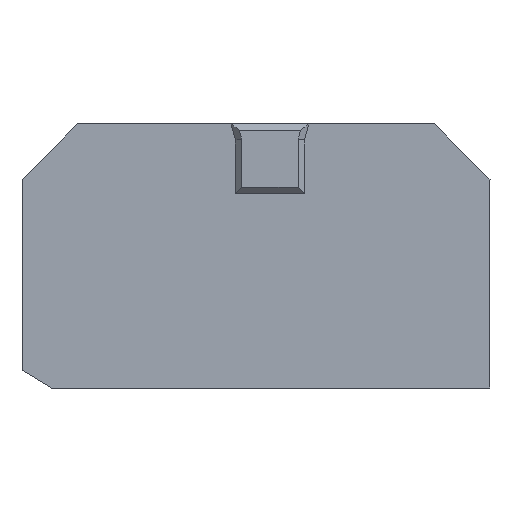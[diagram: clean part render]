
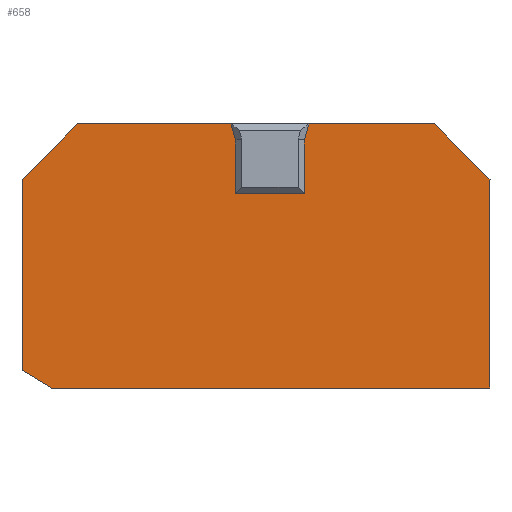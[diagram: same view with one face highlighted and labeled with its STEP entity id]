
A CAD part, left-side view. The second image highlights one B-rep face of the part: STEP entity #658.
In plain terms, the highlighted planar face has unit normal (-1, 0, 0).
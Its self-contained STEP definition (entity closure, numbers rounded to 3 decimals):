
#582=AXIS2_PLACEMENT_3D('Plane Axis2P3D',#579,#580,#581) ;
#384=CARTESIAN_POINT('Vertex',(0.,29.895,43.55)) ;
#387=CARTESIAN_POINT('Line Origine',(0.,19.485,43.55)) ;
#391=CARTESIAN_POINT('Vertex',(0.,9.076,43.55)) ;
#431=CARTESIAN_POINT('Vertex',(0.,68.124,43.55)) ;
#434=CARTESIAN_POINT('Line Origine',(0.,55.415,43.55)) ;
#438=CARTESIAN_POINT('Vertex',(0.,42.705,43.55)) ;
#528=CARTESIAN_POINT('Vertex',(0.,0.,34.474)) ;
#531=CARTESIAN_POINT('Line Origine',(0.,0.,17.237)) ;
#535=CARTESIAN_POINT('Vertex',(0.,0.,0.)) ;
#562=CARTESIAN_POINT('Line Origine',(0.,4.538,39.012)) ;
#579=CARTESIAN_POINT('Axis2P3D Location',(0.,42.45,0.3)) ;
#584=CARTESIAN_POINT('Line Origine',(0.,30.247,42.234)) ;
#588=CARTESIAN_POINT('Vertex',(0.,30.6,40.919)) ;
#591=CARTESIAN_POINT('Line Origine',(0.,30.6,36.484)) ;
#595=CARTESIAN_POINT('Vertex',(0.,30.6,32.05)) ;
#598=CARTESIAN_POINT('Line Origine',(0.,36.3,32.05)) ;
#602=CARTESIAN_POINT('Vertex',(0.,42.,32.05)) ;
#605=CARTESIAN_POINT('Line Origine',(0.,42.,36.484)) ;
#609=CARTESIAN_POINT('Vertex',(0.,42.,40.919)) ;
#612=CARTESIAN_POINT('Line Origine',(0.,42.353,42.234)) ;
#617=CARTESIAN_POINT('Line Origine',(0.,72.662,39.012)) ;
#621=CARTESIAN_POINT('Vertex',(0.,77.2,34.474)) ;
#624=CARTESIAN_POINT('Line Origine',(0.,77.2,18.7)) ;
#628=CARTESIAN_POINT('Vertex',(0.,77.2,2.926)) ;
#631=CARTESIAN_POINT('Line Origine',(0.,74.804,1.463)) ;
#635=CARTESIAN_POINT('Vertex',(0.,72.408,0.)) ;
#638=CARTESIAN_POINT('Line Origine',(0.,36.204,0.)) ;
#388=DIRECTION('Vector Direction',(0.,-1.,0.)) ;
#435=DIRECTION('Vector Direction',(0.,-1.,0.)) ;
#532=DIRECTION('Vector Direction',(0.,0.,-1.)) ;
#563=DIRECTION('Vector Direction',(0.,-0.707,-0.707)) ;
#580=DIRECTION('Axis2P3D Direction',(1.,0.,0.)) ;
#581=DIRECTION('Axis2P3D XDirection',(0.,1.,0.)) ;
#585=DIRECTION('Vector Direction',(0.,0.259,-0.966)) ;
#592=DIRECTION('Vector Direction',(0.,0.,-1.)) ;
#599=DIRECTION('Vector Direction',(0.,1.,0.)) ;
#606=DIRECTION('Vector Direction',(0.,0.,1.)) ;
#613=DIRECTION('Vector Direction',(0.,0.259,0.966)) ;
#618=DIRECTION('Vector Direction',(0.,-0.707,0.707)) ;
#625=DIRECTION('Vector Direction',(0.,0.,1.)) ;
#632=DIRECTION('Vector Direction',(0.,0.853,0.521)) ;
#639=DIRECTION('Vector Direction',(0.,1.,0.)) ;
#389=VECTOR('Line Direction',#388,1.) ;
#436=VECTOR('Line Direction',#435,1.) ;
#533=VECTOR('Line Direction',#532,1.) ;
#564=VECTOR('Line Direction',#563,1.) ;
#586=VECTOR('Line Direction',#585,1.) ;
#593=VECTOR('Line Direction',#592,1.) ;
#600=VECTOR('Line Direction',#599,1.) ;
#607=VECTOR('Line Direction',#606,1.) ;
#614=VECTOR('Line Direction',#613,1.) ;
#619=VECTOR('Line Direction',#618,1.) ;
#626=VECTOR('Line Direction',#625,1.) ;
#633=VECTOR('Line Direction',#632,1.) ;
#640=VECTOR('Line Direction',#639,1.) ;
#644=ORIENTED_EDGE('',*,*,#566,.F.) ;
#645=ORIENTED_EDGE('',*,*,#393,.F.) ;
#646=ORIENTED_EDGE('',*,*,#590,.T.) ;
#647=ORIENTED_EDGE('',*,*,#597,.T.) ;
#648=ORIENTED_EDGE('',*,*,#604,.T.) ;
#649=ORIENTED_EDGE('',*,*,#611,.T.) ;
#650=ORIENTED_EDGE('',*,*,#616,.T.) ;
#651=ORIENTED_EDGE('',*,*,#440,.F.) ;
#652=ORIENTED_EDGE('',*,*,#623,.F.) ;
#653=ORIENTED_EDGE('',*,*,#630,.F.) ;
#654=ORIENTED_EDGE('',*,*,#637,.F.) ;
#655=ORIENTED_EDGE('',*,*,#642,.F.) ;
#656=ORIENTED_EDGE('',*,*,#537,.F.) ;
#658=ADVANCED_FACE('Hauptk\X2\00F6\X0\rper',(#657),#583,.F.) ;
#393=EDGE_CURVE('',#385,#392,#390,.T.) ;
#440=EDGE_CURVE('',#432,#439,#437,.T.) ;
#537=EDGE_CURVE('',#529,#536,#534,.T.) ;
#566=EDGE_CURVE('',#392,#529,#565,.T.) ;
#590=EDGE_CURVE('',#385,#589,#587,.T.) ;
#597=EDGE_CURVE('',#589,#596,#594,.T.) ;
#604=EDGE_CURVE('',#596,#603,#601,.T.) ;
#611=EDGE_CURVE('',#603,#610,#608,.T.) ;
#616=EDGE_CURVE('',#610,#439,#615,.T.) ;
#623=EDGE_CURVE('',#622,#432,#620,.T.) ;
#630=EDGE_CURVE('',#629,#622,#627,.T.) ;
#637=EDGE_CURVE('',#636,#629,#634,.T.) ;
#642=EDGE_CURVE('',#536,#636,#641,.T.) ;
#643=EDGE_LOOP('',(#644,#645,#646,#647,#648,#649,#650,#651,#652,#653,#654,#655,#656)) ;
#657=FACE_OUTER_BOUND('',#643,.T.) ;
#390=LINE('Line',#387,#389) ;
#437=LINE('Line',#434,#436) ;
#534=LINE('Line',#531,#533) ;
#565=LINE('Line',#562,#564) ;
#587=LINE('Line',#584,#586) ;
#594=LINE('Line',#591,#593) ;
#601=LINE('Line',#598,#600) ;
#608=LINE('Line',#605,#607) ;
#615=LINE('Line',#612,#614) ;
#620=LINE('Line',#617,#619) ;
#627=LINE('Line',#624,#626) ;
#634=LINE('Line',#631,#633) ;
#641=LINE('Line',#638,#640) ;
#583=PLANE('',#582) ;
#385=VERTEX_POINT('',#384) ;
#392=VERTEX_POINT('',#391) ;
#432=VERTEX_POINT('',#431) ;
#439=VERTEX_POINT('',#438) ;
#529=VERTEX_POINT('',#528) ;
#536=VERTEX_POINT('',#535) ;
#589=VERTEX_POINT('',#588) ;
#596=VERTEX_POINT('',#595) ;
#603=VERTEX_POINT('',#602) ;
#610=VERTEX_POINT('',#609) ;
#622=VERTEX_POINT('',#621) ;
#629=VERTEX_POINT('',#628) ;
#636=VERTEX_POINT('',#635) ;
